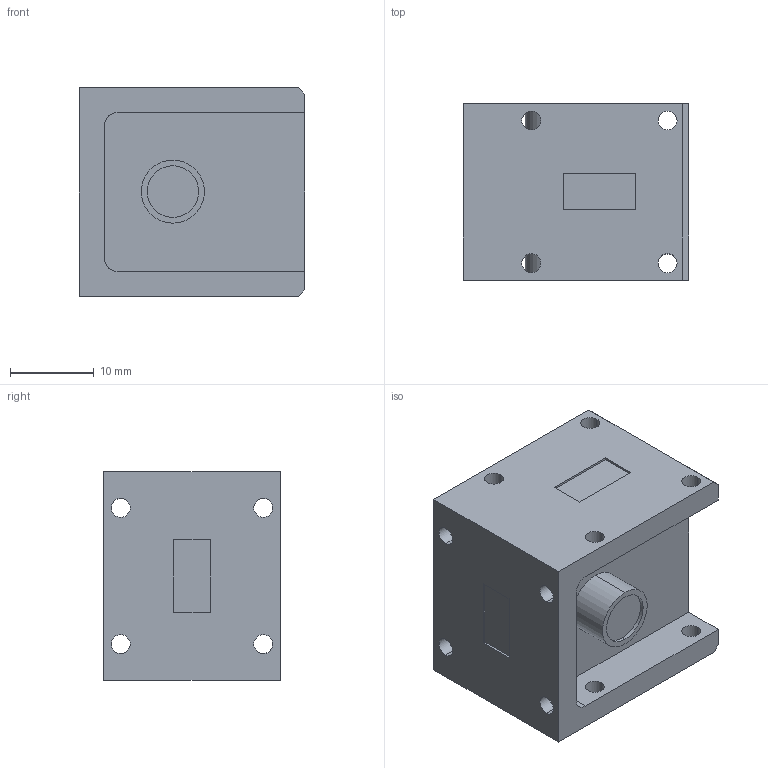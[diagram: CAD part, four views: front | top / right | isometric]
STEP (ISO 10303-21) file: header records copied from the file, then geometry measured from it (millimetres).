
FILE_DESCRIPTION (( 'STEP AP203' ), '1' );
FILE_NAME ('SNF-34-C5.STEP', '2019-03-27T18:40:12', ( '' ), ( '' ), 'SwSTEP 2.0', 'SolidWorks 2016', '' );
FILE_SCHEMA (( 'CONFIG_CONTROL_DESIGN' ));
Length unit declared in the file: inch
Products named in the file (1): SNF-34-C5
Bounding box: 26.92 x 21.08 x 24.89 mm (x, y, z)
Volume: 9835.9 mm3; surface area: 4409.5 mm2
Topology: 1 solids, 1 shells, 71 faces, 198 edges, 132 vertices
Faces by surface type: cylinder 36, plane 35
Entity records: 2519 total; most frequent: CARTESIAN_POINT 506, DIRECTION 406, ORIENTED_EDGE 396, EDGE_CURVE 198, AXIS2_PLACEMENT_3D 144, VERTEX_POINT 132, VECTOR 118, LINE 118
